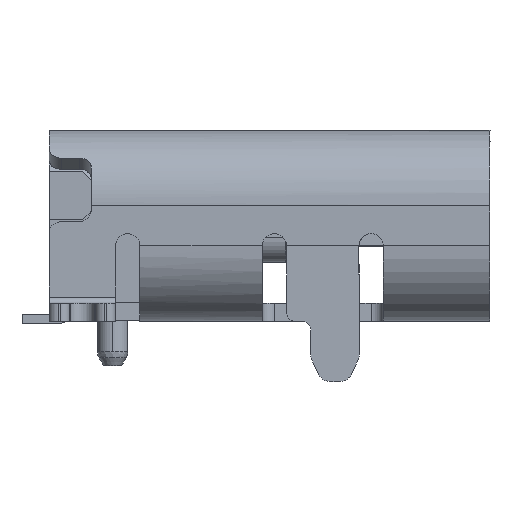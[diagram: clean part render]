
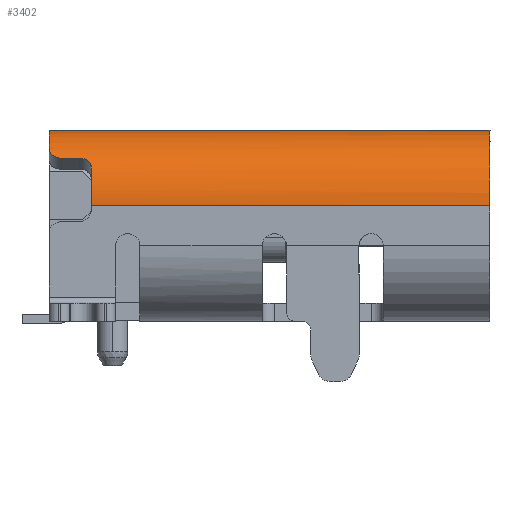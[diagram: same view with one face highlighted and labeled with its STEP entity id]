
A CAD part, left-side view. The second image highlights one B-rep face of the part: STEP entity #3402.
In plain terms, the highlighted cylindrical face has radius 1.25 mm (diameter 2.5 mm), a partial arc.
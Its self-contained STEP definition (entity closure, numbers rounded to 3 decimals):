
#137=B_SPLINE_CURVE_WITH_KNOTS('',3,(#18463,#18464,#18465,#18466,#18467,
#18468,#18469,#18470,#18471,#18472,#18473,#18474,#18475,#18476,#18477,#18478),
 .UNSPECIFIED.,.F.,.F.,(4,3,3,3,3,4),(0.,0.215,0.429,
0.642,0.855,1.),.UNSPECIFIED.);
#138=B_SPLINE_CURVE_WITH_KNOTS('',3,(#18482,#18483,#18484,#18485,#18486,
#18487,#18488,#18489,#18490,#18491,#18492,#18493,#18494,#18495,#18496,#18497),
 .UNSPECIFIED.,.F.,.F.,(4,3,3,3,3,4),(0.,0.215,0.429,
0.643,0.857,1.),.UNSPECIFIED.);
#245=CYLINDRICAL_SURFACE('',#12286,1.25);
#1007=LINE('',#17481,#2338);
#1331=LINE('',#18459,#2662);
#1332=LINE('',#18480,#2663);
#2338=VECTOR('',#14140,1.);
#2662=VECTOR('',#14886,1.);
#2663=VECTOR('',#14889,1.);
#3402=ADVANCED_FACE('',(#4393),#245,.T.);
#4393=FACE_OUTER_BOUND('',#4985,.T.);
#4985=EDGE_LOOP('',(#7561,#7562,#7563,#7564,#7565,#7566,#7567,#7568,#7569,
#7570));
#7561=ORIENTED_EDGE('',*,*,#10120,.T.);
#7562=ORIENTED_EDGE('',*,*,#10950,.F.);
#7563=ORIENTED_EDGE('',*,*,#10951,.F.);
#7564=ORIENTED_EDGE('',*,*,#10952,.T.);
#7565=ORIENTED_EDGE('',*,*,#10953,.F.);
#7566=ORIENTED_EDGE('',*,*,#10954,.T.);
#7567=ORIENTED_EDGE('',*,*,#10884,.F.);
#7568=ORIENTED_EDGE('',*,*,#10955,.F.);
#7569=ORIENTED_EDGE('',*,*,#10956,.F.);
#7570=ORIENTED_EDGE('',*,*,#10515,.F.);
#8902=VERTEX_POINT('',#16707);
#8903=VERTEX_POINT('',#16709);
#9131=VERTEX_POINT('',#17482);
#9397=VERTEX_POINT('',#18265);
#9399=VERTEX_POINT('',#18268);
#9452=VERTEX_POINT('',#18460);
#9453=VERTEX_POINT('',#18462);
#9454=VERTEX_POINT('',#18479);
#9455=VERTEX_POINT('',#18481);
#9456=VERTEX_POINT('',#18499);
#10120=EDGE_CURVE('',#8903,#8902,#11422,.T.);
#10515=EDGE_CURVE('',#8903,#9131,#1007,.T.);
#10884=EDGE_CURVE('',#9397,#9399,#11548,.T.);
#10950=EDGE_CURVE('',#9452,#8902,#1331,.T.);
#10951=EDGE_CURVE('',#9453,#9452,#11568,.T.);
#10952=EDGE_CURVE('',#9453,#9454,#137,.T.);
#10953=EDGE_CURVE('',#9455,#9454,#1332,.T.);
#10954=EDGE_CURVE('',#9455,#9399,#138,.T.);
#10955=EDGE_CURVE('',#9456,#9397,#11569,.T.);
#10956=EDGE_CURVE('',#9131,#9456,#11570,.T.);
#11422=CIRCLE('',#11876,1.25);
#11548=CIRCLE('',#12246,1.25);
#11568=CIRCLE('',#12283,1.25);
#11569=CIRCLE('',#12284,1.25);
#11570=CIRCLE('',#12285,1.25);
#11876=AXIS2_PLACEMENT_3D('',#16708,#13409,#13410);
#12246=AXIS2_PLACEMENT_3D('',#18267,#14770,#14771);
#12283=AXIS2_PLACEMENT_3D('',#18461,#14887,#14888);
#12284=AXIS2_PLACEMENT_3D('',#18498,#14890,#14891);
#12285=AXIS2_PLACEMENT_3D('',#18500,#14892,#14893);
#12286=AXIS2_PLACEMENT_3D('',#18501,#14894,#14895);
#13409=DIRECTION('',(0.,1.,0.));
#13410=DIRECTION('',(0.,0.,1.));
#14140=DIRECTION('',(0.,1.,0.));
#14770=DIRECTION('',(0.,1.,0.));
#14771=DIRECTION('',(0.,0.,-1.));
#14886=DIRECTION('',(0.,-1.,0.));
#14887=DIRECTION('',(0.,1.,0.));
#14888=DIRECTION('',(1.,0.,0.));
#14889=DIRECTION('',(0.,1.,0.));
#14890=DIRECTION('',(0.,1.,0.));
#14891=DIRECTION('',(0.,0.,-1.));
#14892=DIRECTION('',(0.,1.,0.));
#14893=DIRECTION('',(0.,0.,-1.));
#14894=DIRECTION('',(0.,-1.,0.));
#14895=DIRECTION('',(-1.,0.,0.));
#16707=CARTESIAN_POINT('',(204.029,-218.895,0.));
#16708=CARTESIAN_POINT('',(204.029,-218.895,-1.25));
#16709=CARTESIAN_POINT('',(202.779,-218.895,-1.25));
#17481=CARTESIAN_POINT('',(202.779,-211.595,-1.25));
#17482=CARTESIAN_POINT('',(202.779,-212.295,-1.25));
#18265=CARTESIAN_POINT('',(202.852,-212.295,-0.83));
#18267=CARTESIAN_POINT('',(204.029,-212.295,-1.25));
#18268=CARTESIAN_POINT('',(202.948,-212.295,-0.623));
#18459=CARTESIAN_POINT('',(204.029,-211.595,0.));
#18460=CARTESIAN_POINT('',(204.029,-211.595,0.));
#18461=CARTESIAN_POINT('',(204.029,-211.595,-1.25));
#18462=CARTESIAN_POINT('',(203.201,-211.595,-0.313));
#18463=CARTESIAN_POINT('',(203.201,-211.595,-0.313));
#18464=CARTESIAN_POINT('',(203.184,-211.595,-0.328));
#18465=CARTESIAN_POINT('',(203.168,-211.598,-0.344));
#18466=CARTESIAN_POINT('',(203.153,-211.606,-0.359));
#18467=CARTESIAN_POINT('',(203.137,-211.613,-0.374));
#18468=CARTESIAN_POINT('',(203.123,-211.624,-0.388));
#18469=CARTESIAN_POINT('',(203.111,-211.638,-0.401));
#18470=CARTESIAN_POINT('',(203.1,-211.652,-0.414));
#18471=CARTESIAN_POINT('',(203.089,-211.669,-0.425));
#18472=CARTESIAN_POINT('',(203.082,-211.688,-0.434));
#18473=CARTESIAN_POINT('',(203.074,-211.706,-0.443));
#18474=CARTESIAN_POINT('',(203.068,-211.728,-0.45));
#18475=CARTESIAN_POINT('',(203.065,-211.749,-0.454));
#18476=CARTESIAN_POINT('',(203.063,-211.764,-0.457));
#18477=CARTESIAN_POINT('',(203.062,-211.779,-0.458));
#18478=CARTESIAN_POINT('',(203.062,-211.795,-0.458));
#18479=CARTESIAN_POINT('',(203.062,-211.795,-0.458));
#18480=CARTESIAN_POINT('',(203.062,6056723.596,-0.458));
#18481=CARTESIAN_POINT('',(203.062,-212.095,-0.458));
#18482=CARTESIAN_POINT('',(203.062,-212.095,-0.458));
#18483=CARTESIAN_POINT('',(203.062,-212.117,-0.458));
#18484=CARTESIAN_POINT('',(203.059,-212.14,-0.461));
#18485=CARTESIAN_POINT('',(203.055,-212.161,-0.467));
#18486=CARTESIAN_POINT('',(203.05,-212.182,-0.473));
#18487=CARTESIAN_POINT('',(203.043,-212.202,-0.481));
#18488=CARTESIAN_POINT('',(203.035,-212.22,-0.492));
#18489=CARTESIAN_POINT('',(203.026,-212.237,-0.504));
#18490=CARTESIAN_POINT('',(203.016,-212.252,-0.517));
#18491=CARTESIAN_POINT('',(203.005,-212.264,-0.533));
#18492=CARTESIAN_POINT('',(202.994,-212.276,-0.548));
#18493=CARTESIAN_POINT('',(202.982,-212.285,-0.566));
#18494=CARTESIAN_POINT('',(202.971,-212.29,-0.584));
#18495=CARTESIAN_POINT('',(202.963,-212.293,-0.597));
#18496=CARTESIAN_POINT('',(202.955,-212.295,-0.61));
#18497=CARTESIAN_POINT('',(202.948,-212.295,-0.623));
#18498=CARTESIAN_POINT('',(204.029,-212.295,-1.25));
#18499=CARTESIAN_POINT('',(202.794,-212.295,-1.057));
#18500=CARTESIAN_POINT('',(204.029,-212.295,-1.25));
#18501=CARTESIAN_POINT('',(204.029,6056723.596,-1.25));
